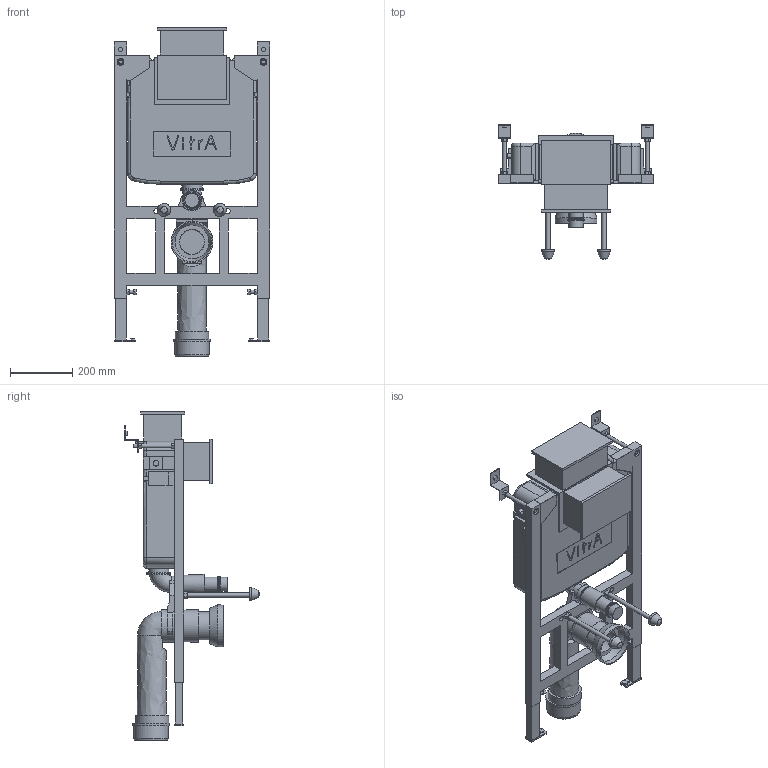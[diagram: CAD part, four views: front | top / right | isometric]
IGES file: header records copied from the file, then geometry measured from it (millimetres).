
Global section: file name: 761-5805; native system: unknown; preprocessor: unknown; author: unknown; organization: unknown; date: 20210303.170024; units: millimetre
Bounding box: 501 x 434.22 x 1059.2 mm (x, y, z)
Volume: 33033809.6 mm3; surface area: 1800087.5 mm2
Topology: 14 solids, 14 shells, 584 faces, 1495 edges, 994 vertices
Faces by surface type: bspline 584
